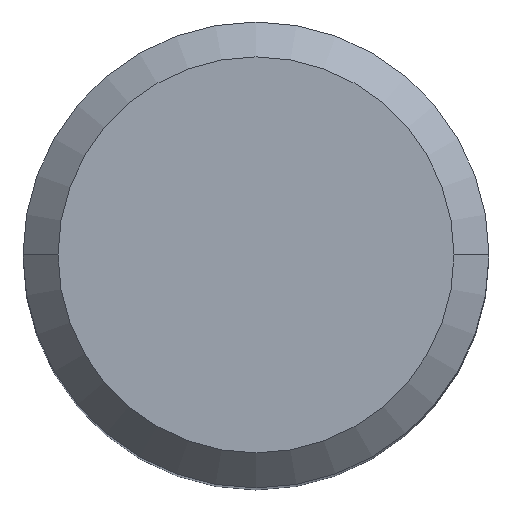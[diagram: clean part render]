
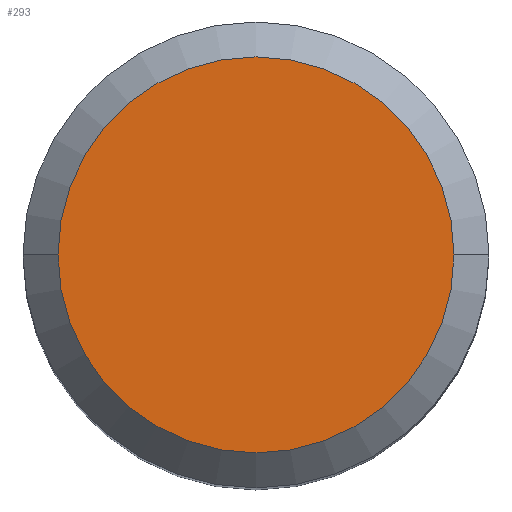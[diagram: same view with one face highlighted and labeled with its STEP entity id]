
A CAD part, top view. The second image highlights one B-rep face of the part: STEP entity #293.
In plain terms, the highlighted planar face has unit normal (0, 0, 1).
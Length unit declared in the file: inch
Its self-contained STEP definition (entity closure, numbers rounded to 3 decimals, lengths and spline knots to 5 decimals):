
#18 = AXIS2_PLACEMENT_3D ( 'NONE', #128, #276, #134 ) ;
#75 = AXIS2_PLACEMENT_3D ( 'NONE', #337, #241, #491 ) ;
#84 = CARTESIAN_POINT ( 'NONE',  ( 0.31875, 0., 0. ) ) ;
#123 = FACE_OUTER_BOUND ( 'NONE', #162, .T. ) ;
#128 = CARTESIAN_POINT ( 'NONE',  ( 0., 0., 0. ) ) ;
#134 = DIRECTION ( 'NONE',  ( 1., 0., 0. ) ) ;
#148 = CIRCLE ( 'NONE', #366, 0.31875 ) ;
#157 = CARTESIAN_POINT ( 'NONE',  ( -0.31875, 0., 0. ) ) ;
#162 = EDGE_LOOP ( 'NONE', ( #475, #253 ) ) ;
#167 = VERTEX_POINT ( 'NONE', #157 ) ;
#212 = CARTESIAN_POINT ( 'NONE',  ( 0., 0., 0. ) ) ;
#241 = DIRECTION ( 'NONE',  ( 0., 0., -1. ) ) ;
#253 = ORIENTED_EDGE ( 'NONE', *, *, #308, .T. ) ;
#276 = DIRECTION ( 'NONE',  ( 0., 0., 1. ) ) ;
#277 = CIRCLE ( 'NONE', #18, 0.31875 ) ;
#293 = ADVANCED_FACE ( 'NONE', ( #123 ), #343, .F. ) ;
#308 = EDGE_CURVE ( 'NONE', #490, #167, #148, .T. ) ;
#337 = CARTESIAN_POINT ( 'NONE',  ( 0., 0., 0. ) ) ;
#343 = PLANE ( 'NONE',  #75 ) ;
#366 = AXIS2_PLACEMENT_3D ( 'NONE', #212, #415, #378 ) ;
#375 = EDGE_CURVE ( 'NONE', #167, #490, #277, .T. ) ;
#378 = DIRECTION ( 'NONE',  ( 1., 0., 0. ) ) ;
#415 = DIRECTION ( 'NONE',  ( 0., 0., 1. ) ) ;
#475 = ORIENTED_EDGE ( 'NONE', *, *, #375, .T. ) ;
#490 = VERTEX_POINT ( 'NONE', #84 ) ;
#491 = DIRECTION ( 'NONE',  ( -1., 0., 0. ) ) ;
